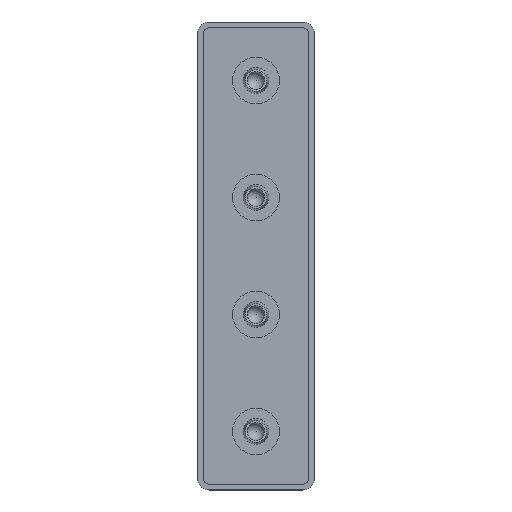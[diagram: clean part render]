
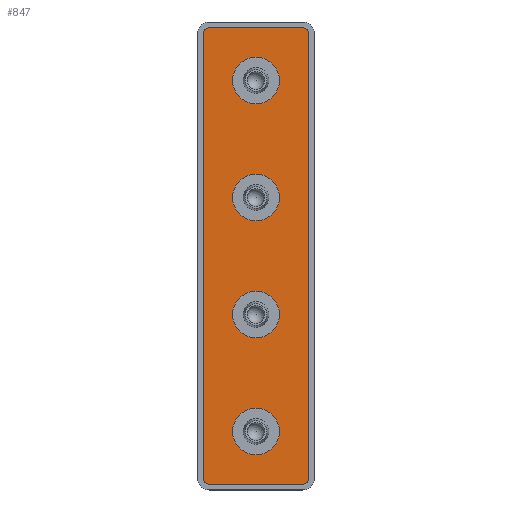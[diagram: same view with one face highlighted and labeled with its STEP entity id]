
A CAD part, top view. The second image highlights one B-rep face of the part: STEP entity #847.
In plain terms, the highlighted planar face has unit normal (0, 0, 1).
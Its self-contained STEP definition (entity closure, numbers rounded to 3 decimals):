
#34=LINE('',#1473,#70);
#39=LINE('',#1487,#75);
#43=LINE('',#1499,#79);
#47=LINE('',#1511,#83);
#70=VECTOR('',#1195,76.);
#75=VECTOR('',#1208,16.);
#79=VECTOR('',#1220,76.);
#83=VECTOR('',#1232,16.);
#114=PLANE('',#970);
#150=FACE_BOUND('',#336,.T.);
#151=FACE_BOUND('',#337,.T.);
#152=FACE_BOUND('',#338,.T.);
#153=FACE_BOUND('',#339,.T.);
#240=FACE_OUTER_BOUND('',#335,.T.);
#335=EDGE_LOOP('',(#742,#743,#744,#745,#746,#747,#748,#749));
#336=EDGE_LOOP('',(#750));
#337=EDGE_LOOP('',(#751));
#338=EDGE_LOOP('',(#752));
#339=EDGE_LOOP('',(#753));
#349=CIRCLE('',#861,4.);
#358=CIRCLE('',#879,4.);
#367=CIRCLE('',#897,4.);
#394=CIRCLE('',#942,4.);
#400=CIRCLE('',#956,1.);
#402=CIRCLE('',#960,1.);
#404=CIRCLE('',#964,1.);
#406=CIRCLE('',#968,1.);
#413=VERTEX_POINT('',#1272);
#422=VERTEX_POINT('',#1299);
#431=VERTEX_POINT('',#1326);
#461=VERTEX_POINT('',#1452);
#467=VERTEX_POINT('',#1471);
#468=VERTEX_POINT('',#1472);
#471=VERTEX_POINT('',#1480);
#473=VERTEX_POINT('',#1486);
#475=VERTEX_POINT('',#1492);
#477=VERTEX_POINT('',#1498);
#479=VERTEX_POINT('',#1504);
#481=VERTEX_POINT('',#1510);
#489=EDGE_CURVE('',#413,#413,#349,.T.);
#498=EDGE_CURVE('',#422,#422,#358,.T.);
#507=EDGE_CURVE('',#431,#431,#367,.T.);
#549=EDGE_CURVE('',#461,#461,#394,.T.);
#555=EDGE_CURVE('',#467,#468,#34,.T.);
#559=EDGE_CURVE('',#468,#471,#400,.T.);
#562=EDGE_CURVE('',#471,#473,#39,.T.);
#565=EDGE_CURVE('',#473,#475,#402,.T.);
#568=EDGE_CURVE('',#475,#477,#43,.T.);
#571=EDGE_CURVE('',#477,#479,#404,.T.);
#574=EDGE_CURVE('',#479,#481,#47,.T.);
#577=EDGE_CURVE('',#481,#467,#406,.T.);
#742=ORIENTED_EDGE('',*,*,#555,.T.);
#743=ORIENTED_EDGE('',*,*,#559,.T.);
#744=ORIENTED_EDGE('',*,*,#562,.T.);
#745=ORIENTED_EDGE('',*,*,#565,.T.);
#746=ORIENTED_EDGE('',*,*,#568,.T.);
#747=ORIENTED_EDGE('',*,*,#571,.T.);
#748=ORIENTED_EDGE('',*,*,#574,.T.);
#749=ORIENTED_EDGE('',*,*,#577,.T.);
#750=ORIENTED_EDGE('',*,*,#489,.T.);
#751=ORIENTED_EDGE('',*,*,#498,.T.);
#752=ORIENTED_EDGE('',*,*,#507,.T.);
#753=ORIENTED_EDGE('',*,*,#549,.T.);
#847=ADVANCED_FACE('',(#240,#150,#151,#152,#153),#114,.T.);
#861=AXIS2_PLACEMENT_3D('',#1273,#992,#993);
#879=AXIS2_PLACEMENT_3D('',#1300,#1028,#1029);
#897=AXIS2_PLACEMENT_3D('',#1327,#1064,#1065);
#942=AXIS2_PLACEMENT_3D('',#1453,#1169,#1170);
#956=AXIS2_PLACEMENT_3D('',#1481,#1201,#1202);
#960=AXIS2_PLACEMENT_3D('',#1493,#1213,#1214);
#964=AXIS2_PLACEMENT_3D('',#1505,#1225,#1226);
#968=AXIS2_PLACEMENT_3D('',#1516,#1237,#1238);
#970=AXIS2_PLACEMENT_3D('',#1518,#1241,#1242);
#992=DIRECTION('center_axis',(0.,0.,-1.));
#993=DIRECTION('ref_axis',(0.,-1.,0.));
#1028=DIRECTION('center_axis',(0.,0.,-1.));
#1029=DIRECTION('ref_axis',(0.,1.,0.));
#1064=DIRECTION('center_axis',(0.,0.,-1.));
#1065=DIRECTION('ref_axis',(0.,1.,0.));
#1169=DIRECTION('center_axis',(0.,0.,-1.));
#1170=DIRECTION('ref_axis',(0.,-1.,0.));
#1195=DIRECTION('',(0.,-1.,0.));
#1201=DIRECTION('center_axis',(0.,0.,1.));
#1202=DIRECTION('ref_axis',(1.,0.,0.));
#1208=DIRECTION('',(1.,0.,0.));
#1213=DIRECTION('center_axis',(0.,0.,1.));
#1214=DIRECTION('ref_axis',(0.,1.,0.));
#1220=DIRECTION('',(0.,1.,0.));
#1225=DIRECTION('center_axis',(0.,0.,1.));
#1226=DIRECTION('ref_axis',(-1.,0.,0.));
#1232=DIRECTION('',(-1.,0.,0.));
#1237=DIRECTION('center_axis',(0.,0.,1.));
#1238=DIRECTION('ref_axis',(0.,-1.,0.));
#1241=DIRECTION('center_axis',(0.,0.,1.));
#1242=DIRECTION('ref_axis',(1.,0.,0.));
#1272=CARTESIAN_POINT('',(0.,-34.,-1.));
#1273=CARTESIAN_POINT('Origin',(0.,-30.,-1.));
#1299=CARTESIAN_POINT('',(0.,-6.,-1.));
#1300=CARTESIAN_POINT('Origin',(0.,-10.,-1.));
#1326=CARTESIAN_POINT('',(0.,34.,-1.));
#1327=CARTESIAN_POINT('Origin',(0.,30.,-1.));
#1452=CARTESIAN_POINT('',(0.,6.,-1.));
#1453=CARTESIAN_POINT('Origin',(0.,10.,-1.));
#1471=CARTESIAN_POINT('',(-9.,38.,-1.));
#1472=CARTESIAN_POINT('',(-9.,-38.,-1.));
#1473=CARTESIAN_POINT('',(-9.,-38.,-1.));
#1480=CARTESIAN_POINT('',(-8.,-39.,-1.));
#1481=CARTESIAN_POINT('Origin',(-8.,-38.,-1.));
#1486=CARTESIAN_POINT('',(8.,-39.,-1.));
#1487=CARTESIAN_POINT('',(8.,-39.,-1.));
#1492=CARTESIAN_POINT('',(9.,-38.,-1.));
#1493=CARTESIAN_POINT('Origin',(8.,-38.,-1.));
#1498=CARTESIAN_POINT('',(9.,38.,-1.));
#1499=CARTESIAN_POINT('',(9.,38.,-1.));
#1504=CARTESIAN_POINT('',(8.,39.,-1.));
#1505=CARTESIAN_POINT('Origin',(8.,38.,-1.));
#1510=CARTESIAN_POINT('',(-8.,39.,-1.));
#1511=CARTESIAN_POINT('',(-8.,39.,-1.));
#1516=CARTESIAN_POINT('Origin',(-8.,38.,-1.));
#1518=CARTESIAN_POINT('Origin',(0.,0.,-1.));
